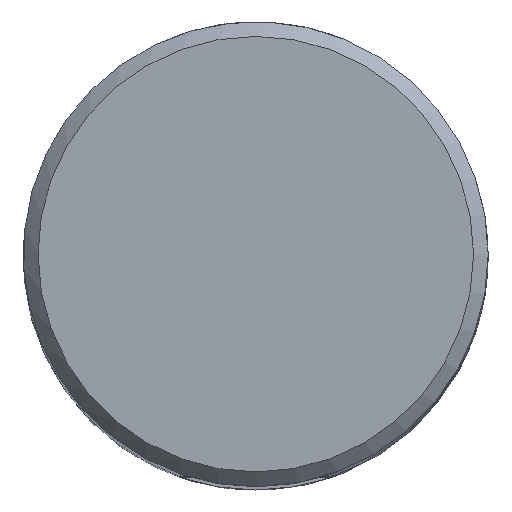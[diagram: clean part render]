
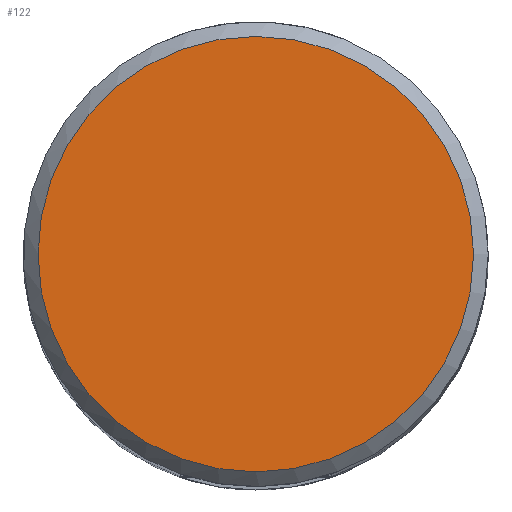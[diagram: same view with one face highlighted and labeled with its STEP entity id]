
A CAD part, top view. The second image highlights one B-rep face of the part: STEP entity #122.
In plain terms, the highlighted planar face has unit normal (0, 0, 1).
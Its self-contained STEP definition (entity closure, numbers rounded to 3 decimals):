
#72=PLANE('',#544);
#95=FACE_OUTER_BOUND('',#240,.T.);
#122=ADVANCED_FACE('',(#95),#72,.F.);
#240=EDGE_LOOP('',(#334));
#334=ORIENTED_EDGE('',*,*,#443,.T.);
#391=VERTEX_POINT('',#812);
#443=EDGE_CURVE('',#391,#391,#472,.T.);
#472=CIRCLE('',#543,7.428);
#543=AXIS2_PLACEMENT_3D('',#811,#664,#665);
#544=AXIS2_PLACEMENT_3D('',#813,#666,#667);
#664=DIRECTION('',(0.,0.,1.));
#665=DIRECTION('',(1.,0.,0.));
#666=DIRECTION('',(0.,0.,-1.));
#667=DIRECTION('',(1.,0.,0.));
#811=CARTESIAN_POINT('',(0.,0.,48.));
#812=CARTESIAN_POINT('',(7.428,0.,48.));
#813=CARTESIAN_POINT('',(7.428,0.,48.));
